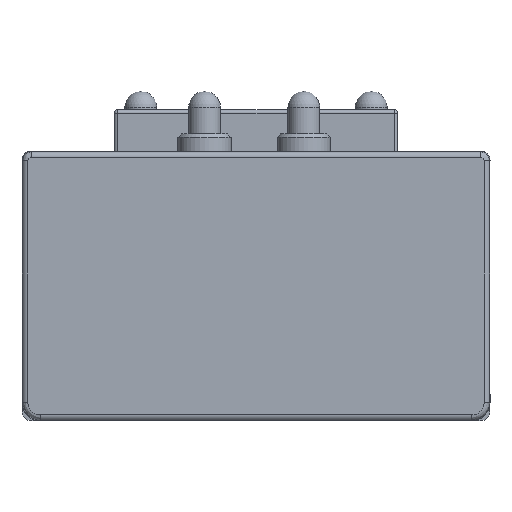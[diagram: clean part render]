
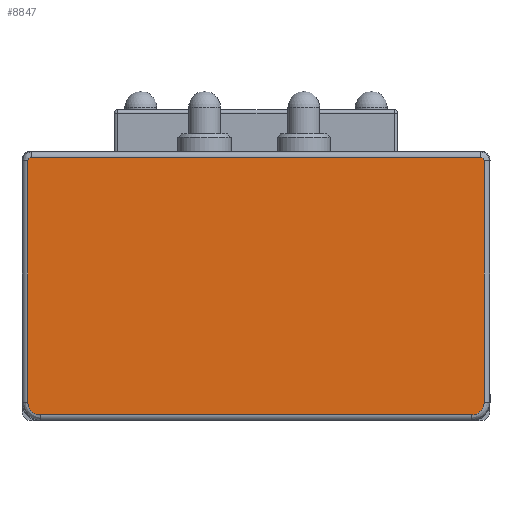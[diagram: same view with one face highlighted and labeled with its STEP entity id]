
A CAD part, front view. The second image highlights one B-rep face of the part: STEP entity #8847.
In plain terms, the highlighted planar face has unit normal (0, -1, 0).
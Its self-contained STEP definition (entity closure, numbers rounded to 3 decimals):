
#584=ELLIPSE('',#9757,0.1,0.1);
#586=ELLIPSE('',#9762,0.1,0.1);
#588=ELLIPSE('',#9769,0.35,0.35);
#590=ELLIPSE('',#9774,0.35,0.35);
#1525=FACE_OUTER_BOUND('',#2059,.T.);
#2059=EDGE_LOOP('',(#7666,#7667,#7668,#7669,#7670,#7671,#7672,#7673));
#2705=LINE('',#18356,#3317);
#2707=LINE('',#18362,#3319);
#2709=LINE('',#18398,#3321);
#2711=LINE('',#18431,#3323);
#3317=VECTOR('',#12012,10.);
#3319=VECTOR('',#12018,10.);
#3321=VECTOR('',#12030,10.);
#3323=VECTOR('',#12040,10.);
#4159=VERTEX_POINT('',#18308);
#4161=VERTEX_POINT('',#18312);
#4163=VERTEX_POINT('',#18344);
#4165=VERTEX_POINT('',#18348);
#4166=VERTEX_POINT('',#18358);
#4168=VERTEX_POINT('',#18388);
#4170=VERTEX_POINT('',#18394);
#4172=VERTEX_POINT('',#18424);
#5379=EDGE_CURVE('',#4161,#4159,#584,.T.);
#5385=EDGE_CURVE('',#4165,#4163,#586,.T.);
#5389=EDGE_CURVE('',#4159,#4165,#2705,.T.);
#5392=EDGE_CURVE('',#4163,#4166,#2707,.T.);
#5395=EDGE_CURVE('',#4166,#4168,#588,.T.);
#5398=EDGE_CURVE('',#4168,#4170,#2709,.T.);
#5401=EDGE_CURVE('',#4170,#4172,#590,.T.);
#5403=EDGE_CURVE('',#4172,#4161,#2711,.T.);
#7666=ORIENTED_EDGE('',*,*,#5385,.F.);
#7667=ORIENTED_EDGE('',*,*,#5389,.F.);
#7668=ORIENTED_EDGE('',*,*,#5379,.F.);
#7669=ORIENTED_EDGE('',*,*,#5403,.F.);
#7670=ORIENTED_EDGE('',*,*,#5401,.F.);
#7671=ORIENTED_EDGE('',*,*,#5398,.F.);
#7672=ORIENTED_EDGE('',*,*,#5395,.F.);
#7673=ORIENTED_EDGE('',*,*,#5392,.F.);
#8415=PLANE('',#9778);
#8847=ADVANCED_FACE('',(#1525),#8415,.F.);
#9757=AXIS2_PLACEMENT_3D('',#18314,#11991,#11992);
#9762=AXIS2_PLACEMENT_3D('',#18350,#12003,#12004);
#9769=AXIS2_PLACEMENT_3D('',#18392,#12023,#12024);
#9774=AXIS2_PLACEMENT_3D('',#18428,#12035,#12036);
#9778=AXIS2_PLACEMENT_3D('',#18439,#12049,#12050);
#11991=DIRECTION('center_axis',(0.,1.,0.));
#11992=DIRECTION('ref_axis',(-0.707,0.,0.707));
#12003=DIRECTION('center_axis',(0.,1.,0.));
#12004=DIRECTION('ref_axis',(0.707,0.,0.707));
#12012=DIRECTION('',(1.,0.,0.));
#12018=DIRECTION('',(0.,0.,-1.));
#12023=DIRECTION('center_axis',(0.,1.,0.));
#12024=DIRECTION('ref_axis',(0.707,0.,-0.707));
#12030=DIRECTION('',(-1.,0.,0.));
#12035=DIRECTION('center_axis',(0.,1.,0.));
#12036=DIRECTION('ref_axis',(-0.707,0.,-0.707));
#12040=DIRECTION('',(0.,0.,1.));
#12049=DIRECTION('center_axis',(0.,1.,0.));
#12050=DIRECTION('ref_axis',(0.,0.,1.));
#18308=CARTESIAN_POINT('',(-6.335,-36.5,7.435));
#18312=CARTESIAN_POINT('',(-6.435,-36.5,7.335));
#18314=CARTESIAN_POINT('Origin',(-6.335,-36.5,7.335));
#18344=CARTESIAN_POINT('',(6.435,-36.5,7.335));
#18348=CARTESIAN_POINT('',(6.335,-36.5,7.435));
#18350=CARTESIAN_POINT('Origin',(6.335,-36.5,7.335));
#18356=CARTESIAN_POINT('',(-3.3,-36.5,7.435));
#18358=CARTESIAN_POINT('',(6.435,-36.5,0.515));
#18362=CARTESIAN_POINT('',(6.435,-36.5,5.7));
#18388=CARTESIAN_POINT('',(6.085,-36.5,0.165));
#18392=CARTESIAN_POINT('Origin',(6.085,-36.5,0.515));
#18394=CARTESIAN_POINT('',(-6.085,-36.5,0.165));
#18398=CARTESIAN_POINT('',(3.3,-36.5,0.165));
#18424=CARTESIAN_POINT('',(-6.435,-36.5,0.515));
#18428=CARTESIAN_POINT('Origin',(-6.085,-36.5,0.515));
#18431=CARTESIAN_POINT('',(-6.435,-36.5,1.9));
#18439=CARTESIAN_POINT('Origin',(0.,-36.5,3.8));
